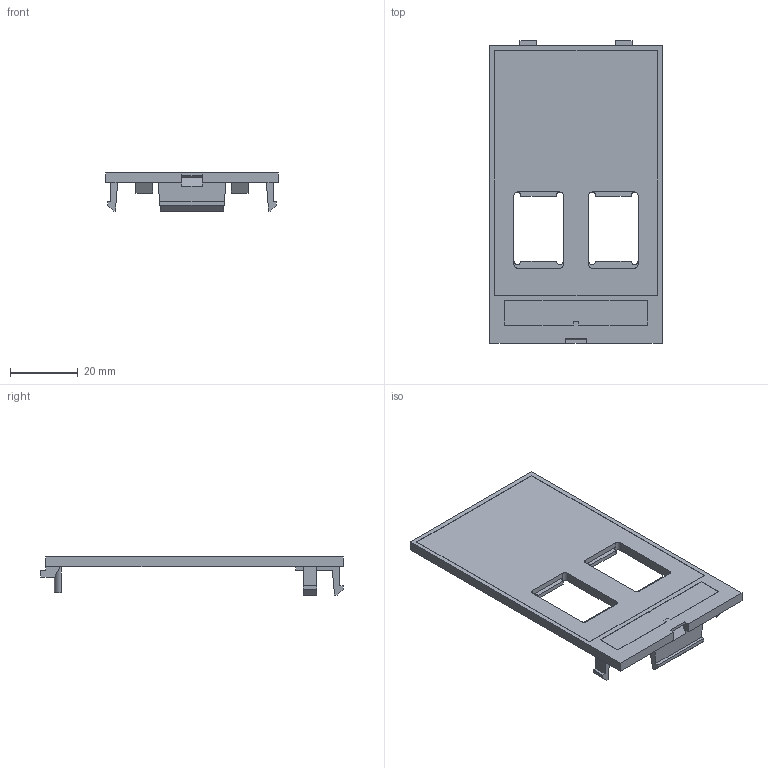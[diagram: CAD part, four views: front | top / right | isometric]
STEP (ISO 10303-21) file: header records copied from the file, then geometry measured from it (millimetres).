
FILE_DESCRIPTION(('Creo Elements/Direct Modeling STEP Export'),'2;1');
FILE_NAME('model.stp','2019-05-14T 1:51:57',(''),(''),'Creo Elements/Direct Modeling STEP processor for AP214 (Solid Model)','Creo Elements/Direct Modeling 20.1A 29-Sep-2018 (C) Parametric Technology GmbH','');
FILE_SCHEMA(('AUTOMOTIVE_DESIGN { 1 0 10303 214 1 1 1 1 }'));
Length unit declared in the file: millimetre
Products named in the file (2): VS_SI_FP_2RJ_MOD-select
Assembly tree (1 placements, depth 2):
  VS_SI_FP_2RJ_MOD-select
    VS_SI_FP_2RJ_MOD-select
Bounding box: 50.7 x 89 x 11.2 mm (x, y, z)
Volume: 11578.8 mm3; surface area: 9755.5 mm2
Topology: 1 solids, 1 shells, 103 faces, 288 edges, 192 vertices
Faces by surface type: plane 90, cylinder 13
Entity records: 4103 total; most frequent: ORIENTED_EDGE 576, CARTESIAN_POINT 575, DIRECTION 512, EDGE_CURVE 288, VECTOR 254, LINE 254, VERTEX_POINT 192, AXIS2_PLACEMENT_3D 129
